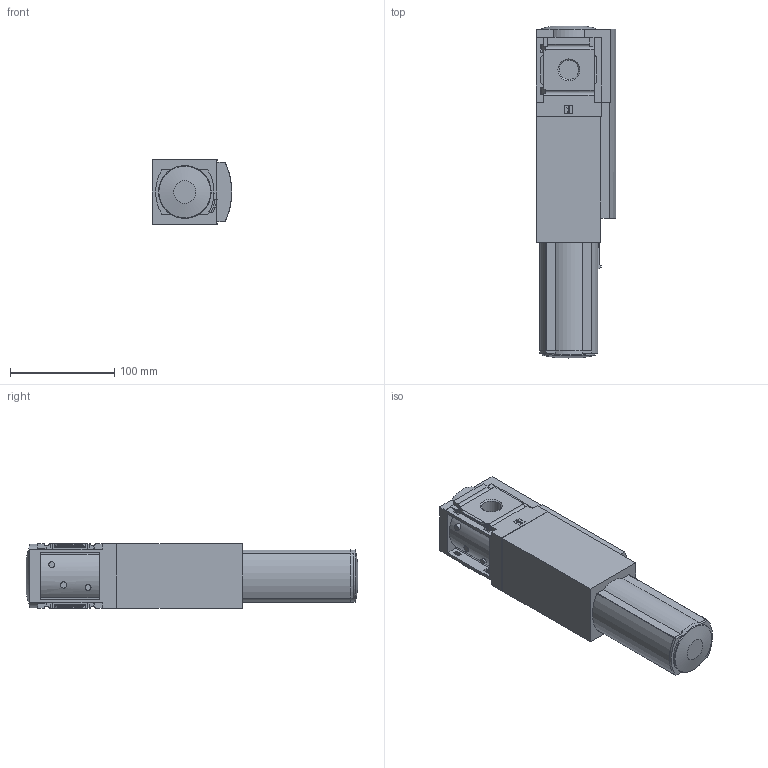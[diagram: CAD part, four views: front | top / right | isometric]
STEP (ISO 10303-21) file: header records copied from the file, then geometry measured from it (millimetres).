
FILE_DESCRIPTION(/* description */ ('STEP AP214'),/* implementation_level */ '2;1');
FILE_NAME(/* name */ '552927_MS6-LFX-1_2-U-HF',/* time_stamp */ '2024-09-10T18:50:34+02:00',/* author */ ('License CC BY-ND 4.0'),/* organization */ ('CADENAS'),/* preprocessor_version */ 'ST-DEVELOPER v19.3',/* originating_system */ 'PARTsolutions',/* authorisation */ ' ');
FILE_SCHEMA (('AUTOMOTIVE_DESIGN {1 0 10303 214 3 1 1}'));
Length unit declared in the file: millimetre
Products named in the file (2): 552927 MS6-LFX-1/2-U-HF; 527672 MS6-LFX-1/2-U-HF0D
Assembly tree (1 placements, depth 2):
  552927 MS6-LFX-1/2-U-HF
    527672 MS6-LFX-1/2-U-HF0D
Bounding box: 75.8 x 318 x 62 mm (x, y, z)
Volume: 1126086.5 mm3; surface area: 89400.9 mm2
Topology: 1 solids, 1 shells, 256 faces, 721 edges, 476 vertices
Faces by surface type: plane 184, cylinder 62, cone 5, torus 4, sphere 1
Full cylindrical faces by diameter (mm): 5.5 x2, 18.631 x2, 50.4 x1
Entity records: 10021 total; most frequent: CARTESIAN_POINT 1498, ORIENTED_EDGE 1412, DIRECTION 1356, EDGE_CURVE 706, LINE 548, VECTOR 548, VERTEX_POINT 472, AXIS2_PLACEMENT_3D 404
